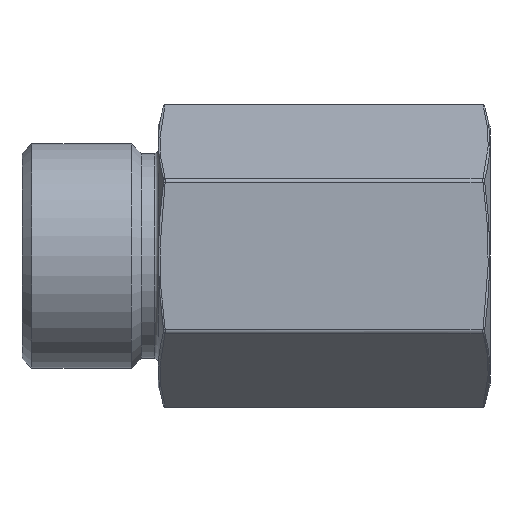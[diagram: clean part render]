
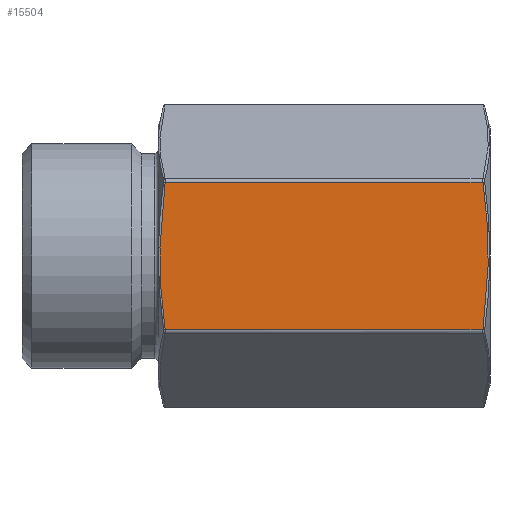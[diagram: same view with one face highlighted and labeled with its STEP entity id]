
A CAD part, front view. The second image highlights one B-rep face of the part: STEP entity #15504.
In plain terms, the highlighted planar face has unit normal (0, -1, 0).
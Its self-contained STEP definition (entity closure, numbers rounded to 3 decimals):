
#40 = VERTEX_POINT ( 'NONE', #22683 ) ;
#662 = EDGE_CURVE ( 'NONE', #21140, #40, #4135, .T. ) ;
#939 = VECTOR ( 'NONE', #18021, 1000. ) ;
#999 = CARTESIAN_POINT ( 'NONE',  ( 26.682, -15.5, -8.66 ) ) ;
#1436 = AXIS2_PLACEMENT_3D ( 'NONE', #14432, #18008, #5340 ) ;
#1442 = CARTESIAN_POINT ( 'NONE',  ( -10.682, -15.5, 8.66 ) ) ;
#2578 = CARTESIAN_POINT ( 'NONE',  ( 26.682, -15.5, 8.66 ) ) ;
#4135 = B_SPLINE_CURVE_WITH_KNOTS ( 'NONE', 3,
 ( #1442, #14080, #16156, #12350, #19959, #21361, #12650, #19726, #10675 ),
 .UNSPECIFIED., .F., .F.,
 ( 4, 2, 1, 2, 4 ),
 ( 0., 0.004, 0.009, 0.013, 0.017 ),
 .UNSPECIFIED. ) ;
#4376 = CARTESIAN_POINT ( 'NONE',  ( 27.349, -15.5, 0. ) ) ;
#5340 = DIRECTION ( 'NONE',  ( 0., 0., 1. ) ) ;
#5518 = ORIENTED_EDGE ( 'NONE', *, *, #662, .T. ) ;
#6213 = CARTESIAN_POINT ( 'NONE',  ( 27.237, -15.5, 2.887 ) ) ;
#6296 = CARTESIAN_POINT ( 'NONE',  ( 27.237, -15.5, -2.887 ) ) ;
#7768 = VERTEX_POINT ( 'NONE', #14880 ) ;
#7773 = CARTESIAN_POINT ( 'NONE',  ( -10.682, -15.5, 8.66 ) ) ;
#9449 = EDGE_LOOP ( 'NONE', ( #13644, #12171, #14993, #5518 ) ) ;
#9453 = CARTESIAN_POINT ( 'NONE',  ( 27.5, -15.5, 8.66 ) ) ;
#9698 = VERTEX_POINT ( 'NONE', #14141 ) ;
#10675 = CARTESIAN_POINT ( 'NONE',  ( -10.682, -15.5, -8.66 ) ) ;
#11173 = DIRECTION ( 'NONE',  ( -1., 0., 0. ) ) ;
#11674 = CARTESIAN_POINT ( 'NONE',  ( 27.027, -15.5, -5.774 ) ) ;
#12171 = ORIENTED_EDGE ( 'NONE', *, *, #15818, .T. ) ;
#12350 = CARTESIAN_POINT ( 'NONE',  ( -11.237, -15.5, 2.887 ) ) ;
#12650 = CARTESIAN_POINT ( 'NONE',  ( -11.027, -15.5, -5.774 ) ) ;
#13448 = VECTOR ( 'NONE', #11173, 1000. ) ;
#13463 = B_SPLINE_CURVE_WITH_KNOTS ( 'NONE', 3,
 ( #999, #22589, #11674, #6296, #4376, #6213, #20764, #18956, #2578 ),
 .UNSPECIFIED., .F., .F.,
 ( 4, 2, 1, 2, 4 ),
 ( 0., 0.004, 0.009, 0.013, 0.017 ),
 .UNSPECIFIED. ) ;
#13644 = ORIENTED_EDGE ( 'NONE', *, *, #19201, .T. ) ;
#14080 = CARTESIAN_POINT ( 'NONE',  ( -10.872, -15.5, 7.217 ) ) ;
#14141 = CARTESIAN_POINT ( 'NONE',  ( 26.682, -15.5, -8.66 ) ) ;
#14432 = CARTESIAN_POINT ( 'NONE',  ( 27.5, -15.5, 8.949 ) ) ;
#14738 = FACE_OUTER_BOUND ( 'NONE', #9449, .T. ) ;
#14880 = CARTESIAN_POINT ( 'NONE',  ( 26.682, -15.5, 8.66 ) ) ;
#14993 = ORIENTED_EDGE ( 'NONE', *, *, #18232, .T. ) ;
#15504 = ADVANCED_FACE ( 'NONE', ( #14738 ), #21802, .F. ) ;
#15818 = EDGE_CURVE ( 'NONE', #9698, #7768, #13463, .T. ) ;
#16156 = CARTESIAN_POINT ( 'NONE',  ( -11.027, -15.5, 5.774 ) ) ;
#18008 = DIRECTION ( 'NONE',  ( 0., 1., 0. ) ) ;
#18021 = DIRECTION ( 'NONE',  ( 1., 0., 0. ) ) ;
#18232 = EDGE_CURVE ( 'NONE', #7768, #21140, #19122, .T. ) ;
#18475 = LINE ( 'NONE', #19785, #939 ) ;
#18956 = CARTESIAN_POINT ( 'NONE',  ( 26.872, -15.5, 7.217 ) ) ;
#19122 = LINE ( 'NONE', #9453, #13448 ) ;
#19201 = EDGE_CURVE ( 'NONE', #40, #9698, #18475, .T. ) ;
#19726 = CARTESIAN_POINT ( 'NONE',  ( -10.872, -15.5, -7.217 ) ) ;
#19785 = CARTESIAN_POINT ( 'NONE',  ( 27.5, -15.5, -8.66 ) ) ;
#19959 = CARTESIAN_POINT ( 'NONE',  ( -11.349, -15.5, 0. ) ) ;
#20764 = CARTESIAN_POINT ( 'NONE',  ( 27.027, -15.5, 5.774 ) ) ;
#21140 = VERTEX_POINT ( 'NONE', #7773 ) ;
#21361 = CARTESIAN_POINT ( 'NONE',  ( -11.237, -15.5, -2.887 ) ) ;
#21802 = PLANE ( 'NONE',  #1436 ) ;
#22589 = CARTESIAN_POINT ( 'NONE',  ( 26.872, -15.5, -7.217 ) ) ;
#22683 = CARTESIAN_POINT ( 'NONE',  ( -10.682, -15.5, -8.66 ) ) ;
